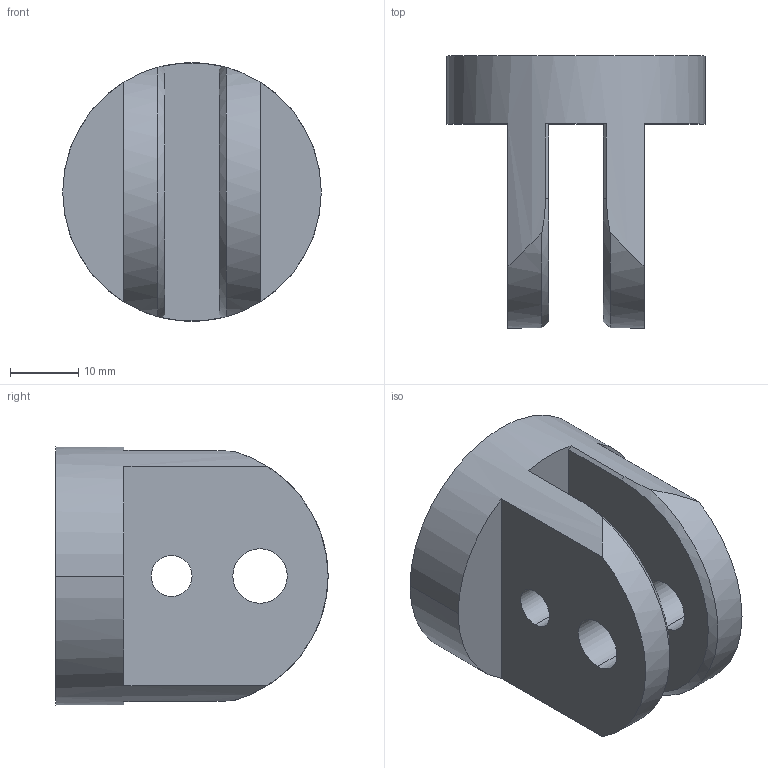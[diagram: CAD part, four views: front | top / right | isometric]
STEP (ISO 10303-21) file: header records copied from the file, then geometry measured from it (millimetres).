
FILE_DESCRIPTION (( 'STEP AP214' ), '1' );
FILE_NAME ('PAN3.2-USI-006-A-Interface 2.STEP', '2022-08-04T09:55:36', ( '' ), ( '' ), 'SwSTEP 2.0', 'SolidWorks 2021', '' );
FILE_SCHEMA (( 'AUTOMOTIVE_DESIGN' ));
Length unit declared in the file: millimetre
Products named in the file (1): PAN3.2-USI-006-A-Interface 2
Bounding box: 38 x 40 x 38 mm (x, y, z)
Volume: 21382 mm3; surface area: 8150 mm2
Topology: 1 solids, 1 shells, 42 faces, 112 edges, 68 vertices
Faces by surface type: cylinder 20, plane 12, cone 10
Entity records: 1404 total; most frequent: CARTESIAN_POINT 239, DIRECTION 228, ORIENTED_EDGE 208, EDGE_CURVE 104, AXIS2_PLACEMENT_3D 89, VERTEX_POINT 68, EDGE_LOOP 54, VECTOR 50
